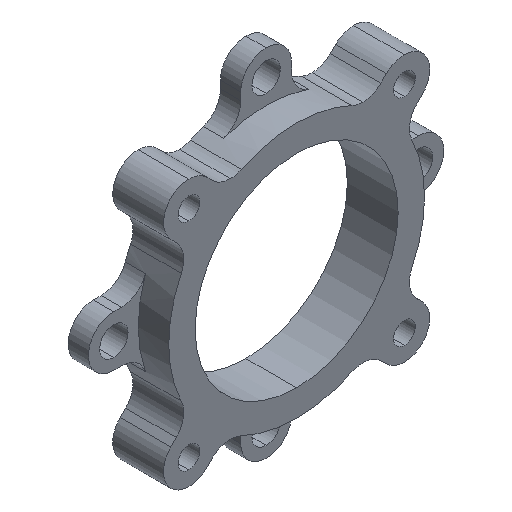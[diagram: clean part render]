
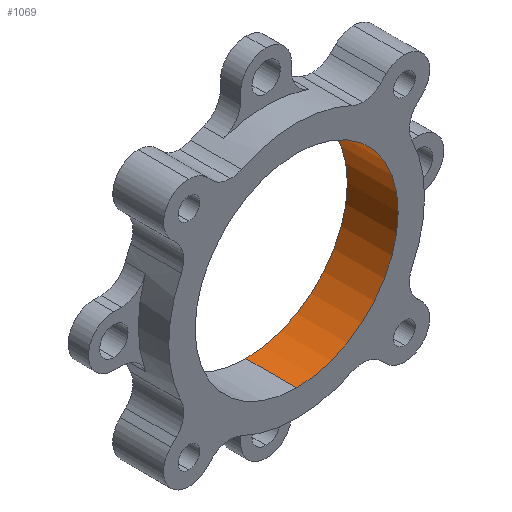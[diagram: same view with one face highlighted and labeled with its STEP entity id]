
A CAD part, isometric view. The second image highlights one B-rep face of the part: STEP entity #1069.
In plain terms, the highlighted cylindrical face has radius 12.696 mm (diameter 25.392 mm), a partial arc.
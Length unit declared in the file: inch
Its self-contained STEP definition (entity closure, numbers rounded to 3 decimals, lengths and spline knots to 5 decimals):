
#20 = FACE_OUTER_BOUND ( 'NONE', #1436, .T. ) ;
#46 = CIRCLE ( 'NONE', #969, 0.49985 ) ;
#73 = DIRECTION ( 'NONE',  ( 0., 0., 1. ) ) ;
#123 = CARTESIAN_POINT ( 'NONE',  ( 0., 0.25, 0.49985 ) ) ;
#199 = ORIENTED_EDGE ( 'NONE', *, *, #2505, .F. ) ;
#220 = EDGE_CURVE ( 'NONE', #2611, #764, #1522, .T. ) ;
#348 = DIRECTION ( 'NONE',  ( 0., 1., 0. ) ) ;
#395 = VECTOR ( 'NONE', #1577, 39.37008 ) ;
#430 = CARTESIAN_POINT ( 'NONE',  ( 0., 0., -0.49985 ) ) ;
#476 = EDGE_CURVE ( 'NONE', #764, #1570, #1554, .T. ) ;
#517 = CYLINDRICAL_SURFACE ( 'NONE', #1840, 0.49985 ) ;
#551 = CARTESIAN_POINT ( 'NONE',  ( 0., 0.25, 0. ) ) ;
#725 = CARTESIAN_POINT ( 'NONE',  ( 0., 0.25, 0.49985 ) ) ;
#764 = VERTEX_POINT ( 'NONE', #2362 ) ;
#835 = ORIENTED_EDGE ( 'NONE', *, *, #476, .T. ) ;
#877 = VECTOR ( 'NONE', #2107, 39.37008 ) ;
#969 = AXIS2_PLACEMENT_3D ( 'NONE', #1584, #1575, #1445 ) ;
#1069 = ADVANCED_FACE ( 'NONE', ( #20 ), #517, .F. ) ;
#1155 = CARTESIAN_POINT ( 'NONE',  ( 0., 0., 0.49985 ) ) ;
#1313 = ORIENTED_EDGE ( 'NONE', *, *, #220, .T. ) ;
#1324 = EDGE_CURVE ( 'NONE', #1854, #1570, #46, .T. ) ;
#1361 = DIRECTION ( 'NONE',  ( 0., -1., 0. ) ) ;
#1436 = EDGE_LOOP ( 'NONE', ( #199, #1313, #835, #1909 ) ) ;
#1445 = DIRECTION ( 'NONE',  ( 0., 0., 1. ) ) ;
#1492 = LINE ( 'NONE', #725, #877 ) ;
#1522 = CIRCLE ( 'NONE', #2536, 0.49985 ) ;
#1554 = LINE ( 'NONE', #2210, #395 ) ;
#1570 = VERTEX_POINT ( 'NONE', #430 ) ;
#1575 = DIRECTION ( 'NONE',  ( 0., 1., 0. ) ) ;
#1577 = DIRECTION ( 'NONE',  ( 0., -1., 0. ) ) ;
#1584 = CARTESIAN_POINT ( 'NONE',  ( 0., 0., 0. ) ) ;
#1840 = AXIS2_PLACEMENT_3D ( 'NONE', #2333, #1361, #2478 ) ;
#1854 = VERTEX_POINT ( 'NONE', #1155 ) ;
#1909 = ORIENTED_EDGE ( 'NONE', *, *, #1324, .F. ) ;
#2107 = DIRECTION ( 'NONE',  ( 0., -1., 0. ) ) ;
#2210 = CARTESIAN_POINT ( 'NONE',  ( 0., 0.25, -0.49985 ) ) ;
#2333 = CARTESIAN_POINT ( 'NONE',  ( 0., 0.25, 0. ) ) ;
#2362 = CARTESIAN_POINT ( 'NONE',  ( 0., 0.25, -0.49985 ) ) ;
#2478 = DIRECTION ( 'NONE',  ( 0., 0., -1. ) ) ;
#2505 = EDGE_CURVE ( 'NONE', #2611, #1854, #1492, .T. ) ;
#2536 = AXIS2_PLACEMENT_3D ( 'NONE', #551, #348, #73 ) ;
#2611 = VERTEX_POINT ( 'NONE', #123 ) ;
